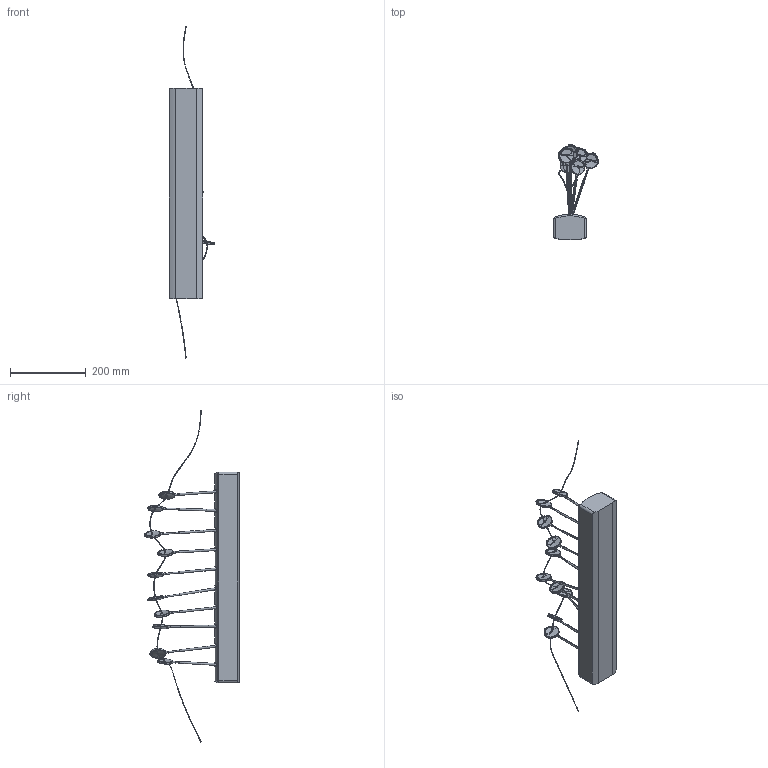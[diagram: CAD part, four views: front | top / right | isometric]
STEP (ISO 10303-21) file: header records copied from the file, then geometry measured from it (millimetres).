
FILE_DESCRIPTION (( 'STEP AP214' ), '1' );
FILE_NAME ('Central Axis ASSM.STEP', '2024-10-15T20:01:12', ( '' ), ( '' ), 'SwSTEP 2.0', 'SolidWorks 2023', '' );
FILE_SCHEMA (( 'AUTOMOTIVE_DESIGN' ));
Length unit declared in the file: inch
Products named in the file (7): base^Central Axis ASSM; ASSM Ref^Central Axis ASSM; buttons^Central Axis ASSM; wire^Central Axis ASSM; slot3^Central Axis ASSM; holder-head^Central Axis ASSM; Central Axis ASSM
Assembly tree (32 placements, depth 2):
  ASSM Ref^Central Axis ASSM
  Central Axis ASSM
    base^Central Axis ASSM
    slot3^Central Axis ASSM  x10
    holder-head^Central Axis ASSM  x10
    buttons^Central Axis ASSM  x10
    wire^Central Axis ASSM
Bounding box: 120.63 x 249.83 x 875.02 mm (x, y, z)
Volume: 2868825.4 mm3; surface area: 324835.4 mm2
Topology: 32 solids, 32 shells, 947 faces, 2208 edges, 1376 vertices
Faces by surface type: cylinder 339, cone 282, plane 200, bspline 106, sphere 20
Entity records: 16480 total; most frequent: CARTESIAN_POINT 11324, ORIENTED_EDGE 1004, DIRECTION 988, EDGE_CURVE 502, AXIS2_PLACEMENT_3D 415, VERTEX_POINT 311, EDGE_LOOP 261, FACE_OUTER_BOUND 218
